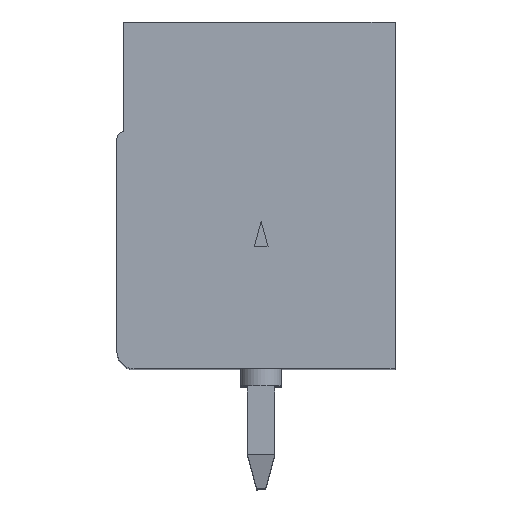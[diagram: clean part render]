
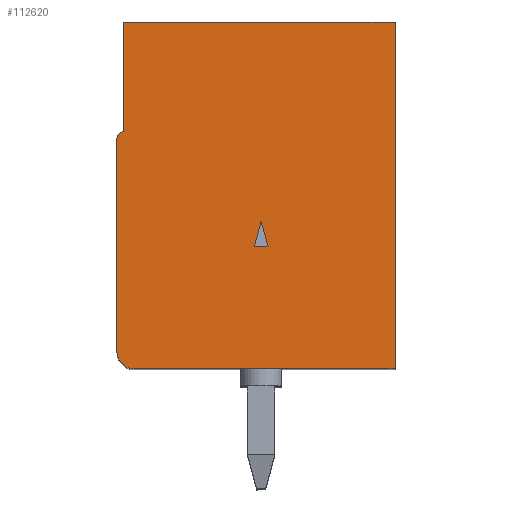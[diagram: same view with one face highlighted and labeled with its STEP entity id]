
A CAD part, top view. The second image highlights one B-rep face of the part: STEP entity #112620.
In plain terms, the highlighted planar face has unit normal (0, 0, 1).
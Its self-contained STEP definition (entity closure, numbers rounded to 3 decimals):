
#7840=CARTESIAN_POINT('',(-15.292,91.36
   ,0.85));
#7850=DIRECTION('',(0.,1.,
   0.));
#7860=VECTOR('',#7850,1.);
#7870=LINE('',#7840,#7860);
#7880=CARTESIAN_POINT('',(-15.292,123.749
   ,0.85));
#7890=VERTEX_POINT('',#7880);
#7900=CARTESIAN_POINT('',(-15.292,131.649
   ,0.85));
#7910=VERTEX_POINT('',#7900);
#7920=EDGE_CURVE('',#7890,#7910,#7870,.T.);
#22910=CARTESIAN_POINT('',(-68.005,
   115.079,0.85));
#22920=DIRECTION('',(0.966,0.259,
   0.));
#22930=VECTOR('',#22920,1.);
#22940=LINE('',#22910,#22930);
#22950=CARTESIAN_POINT('',(-21.842,
   127.448,0.85));
#22960=VERTEX_POINT('',#22950);
#22970=CARTESIAN_POINT('',(-21.092,
   127.649,0.85));
#22980=VERTEX_POINT('',#22970);
#22990=EDGE_CURVE('',#22960,#22980,#22940,.T.);
#23290=CARTESIAN_POINT('',(-21.842,
   91.36,0.85));
#23300=DIRECTION('',(0.,-1.,
   0.));
#23310=VECTOR('',#23300,1.);
#23320=LINE('',#23290,#23310);
#23330=CARTESIAN_POINT('',(-21.842,
   127.85,0.85));
#23340=VERTEX_POINT('',#23330);
#23350=EDGE_CURVE('',#23340,#22960,#23320,.T.);
#23600=CARTESIAN_POINT('',(-68.005,
   140.219,0.85));
#23610=DIRECTION('',(-0.966,0.259,
   0.));
#23620=VECTOR('',#23610,1.);
#23630=LINE('',#23600,#23620);
#23640=EDGE_CURVE('',#22980,#23340,#23630,.T.);
#23990=CARTESIAN_POINT('',(-24.892,
   131.849,0.85));
#24000=VERTEX_POINT('',#23990);
#24030=CARTESIAN_POINT('',(-24.892,
   131.349,0.85));
#24040=DIRECTION('',(0.,0.,
   1.));
#24050=DIRECTION('',(1.,0.,
   0.));
#24060=AXIS2_PLACEMENT_3D('',#24030,#24040,#24050);
#24070=CIRCLE('',#24060,0.5);
#24080=CARTESIAN_POINT('',(-25.392,
   131.349,0.85));
#24090=VERTEX_POINT('',#24080);
#24100=EDGE_CURVE('',#24000,#24090,#24070,.T.);
#34070=CARTESIAN_POINT('',(-18.492,
   131.649,0.85));
#34080=VERTEX_POINT('',#34070);
#34110=CARTESIAN_POINT('',(-18.692,
   131.649,0.85));
#34120=DIRECTION('',(0.,0.,
   1.));
#34130=DIRECTION('',(1.,0.,
   0.));
#34140=AXIS2_PLACEMENT_3D('',#34110,#34120,#34130);
#34150=CIRCLE('',#34140,0.2);
#34160=CARTESIAN_POINT('',(-18.692,
   131.849,0.85));
#34170=VERTEX_POINT('',#34160);
#34180=EDGE_CURVE('',#34080,#34170,#34150,.T.);
#112210=CARTESIAN_POINT('',(-20.495,
   127.098,0.85));
#112220=DIRECTION('',(0.,0.,
   1.));
#112230=DIRECTION('',(1.,0.,
   0.));
#112240=AXIS2_PLACEMENT_3D('',#112210,#112220,#112230);
#112250=PLANE('',#112240);
#112260=CARTESIAN_POINT('',(-25.392,
   91.36,0.85));
#112270=DIRECTION('',(0.,-1.,
   0.));
#112280=VECTOR('',#112270,1.);
#112290=LINE('',#112260,#112280);
#112300=CARTESIAN_POINT('',(-25.392,
   123.749,0.85));
#112310=VERTEX_POINT('',#112300);
#112320=EDGE_CURVE('',#24090,#112310,#112290,.T.);
#112330=ORIENTED_EDGE('',*,*,#112320,.T.);
#112340=ORIENTED_EDGE('',*,*,#24100,.T.);
#112350=CARTESIAN_POINT('',(-68.005,
   131.849,0.85));
#112360=DIRECTION('',(-1.,0.,
   0.));
#112370=VECTOR('',#112360,1.);
#112380=LINE('',#112350,#112370);
#112390=EDGE_CURVE('',#34170,#24000,#112380,.T.);
#112400=ORIENTED_EDGE('',*,*,#112390,.T.);
#112410=ORIENTED_EDGE('',*,*,#34180,.T.);
#112420=CARTESIAN_POINT('',(-68.005,
   131.649,0.85));
#112430=DIRECTION('',(1.,0.,
   0.));
#112440=VECTOR('',#112430,1.);
#112450=LINE('',#112420,#112440);
#112460=EDGE_CURVE('',#34080,#7910,#112450,.T.);
#112470=ORIENTED_EDGE('',*,*,#112460,.F.);
#112480=ORIENTED_EDGE('',*,*,#7920,.T.);
#112490=CARTESIAN_POINT('',(-68.005,
   123.749,0.85));
#112500=DIRECTION('',(1.,0.,
   0.));
#112510=VECTOR('',#112500,1.);
#112520=LINE('',#112490,#112510);
#112530=EDGE_CURVE('',#112310,#7890,#112520,.T.);
#112540=ORIENTED_EDGE('',*,*,#112530,.T.);
#112550=EDGE_LOOP('',(#112540,#112480,#112470,#112410,#112400,#112340,
   #112330));
#112560=FACE_OUTER_BOUND('',#112550,.T.);
#112570=ORIENTED_EDGE('',*,*,#23640,.F.);
#112580=ORIENTED_EDGE('',*,*,#23350,.F.);
#112590=ORIENTED_EDGE('',*,*,#22990,.F.);
#112600=EDGE_LOOP('',(#112590,#112580,#112570));
#112610=FACE_BOUND('',#112600,.T.);
#112620=ADVANCED_FACE('',(#112560,#112610),#112250,.T.);
